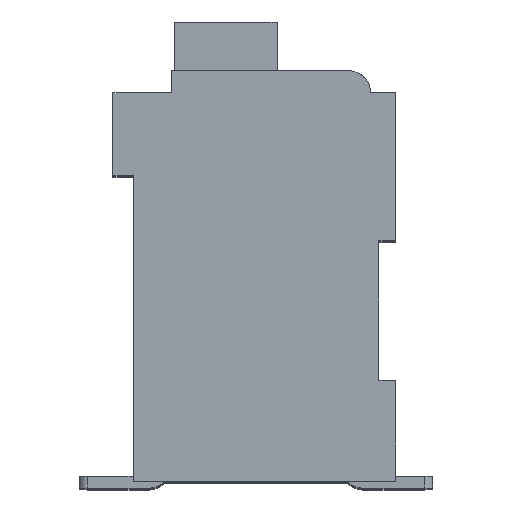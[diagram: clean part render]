
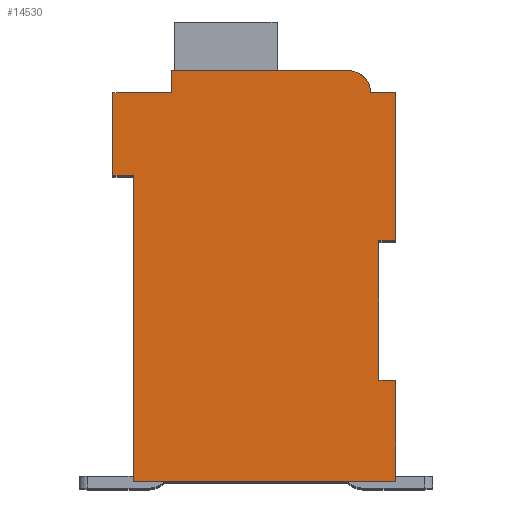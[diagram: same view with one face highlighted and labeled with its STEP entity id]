
A CAD part, top view. The second image highlights one B-rep face of the part: STEP entity #14530.
In plain terms, the highlighted planar face has unit normal (0, 0, 1).
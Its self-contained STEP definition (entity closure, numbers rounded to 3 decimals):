
#3665=DIRECTION('',(1.,0.,0.));
#3666=VECTOR('',#3665,0.5);
#3667=CARTESIAN_POINT('',(7.3,7.15,2.1));
#3668=LINE('',#3667,#3666);
#3669=DIRECTION('',(0.,1.,0.));
#3670=VECTOR('',#3669,4.15);
#3671=CARTESIAN_POINT('',(7.3,3.,2.1));
#3672=LINE('',#3671,#3670);
#3673=DIRECTION('',(-1.,0.,0.));
#3674=VECTOR('',#3673,0.5);
#3675=CARTESIAN_POINT('',(7.8,3.,2.1));
#3676=LINE('',#3675,#3674);
#3677=DIRECTION('',(0.,1.,0.));
#3678=VECTOR('',#3677,3.);
#3679=CARTESIAN_POINT('',(7.8,0.,2.1));
#3680=LINE('',#3679,#3678);
#3681=DIRECTION('',(1.,0.,0.));
#3682=VECTOR('',#3681,7.8);
#3683=CARTESIAN_POINT('',(0.,0.,2.1));
#3684=LINE('',#3683,#3682);
#3685=DIRECTION('',(0.,-1.,0.));
#3686=VECTOR('',#3685,9.1);
#3687=CARTESIAN_POINT('',(0.,9.1,2.1));
#3688=LINE('',#3687,#3686);
#3689=DIRECTION('',(1.,0.,0.));
#3690=VECTOR('',#3689,0.6);
#3691=CARTESIAN_POINT('',(-0.6,9.1,2.1));
#3692=LINE('',#3691,#3690);
#3693=DIRECTION('',(0.,-1.,0.));
#3694=VECTOR('',#3693,2.45);
#3695=CARTESIAN_POINT('',(-0.6,11.55,2.1));
#3696=LINE('',#3695,#3694);
#3697=DIRECTION('',(-1.,0.,0.));
#3698=VECTOR('',#3697,1.75);
#3699=CARTESIAN_POINT('',(1.15,11.55,2.1));
#3700=LINE('',#3699,#3698);
#3701=DIRECTION('',(0.,-1.,0.));
#3702=VECTOR('',#3701,0.65);
#3703=CARTESIAN_POINT('',(1.15,12.2,2.1));
#3704=LINE('',#3703,#3702);
#3705=DIRECTION('',(-1.,0.,0.));
#3706=VECTOR('',#3705,5.25);
#3707=CARTESIAN_POINT('',(6.4,12.2,2.1));
#3708=LINE('',#3707,#3706);
#3709=CARTESIAN_POINT('',(6.4,11.55,2.1));
#3710=DIRECTION('',(0.,0.,1.));
#3711=DIRECTION('',(1.,0.,0.));
#3712=AXIS2_PLACEMENT_3D('',#3709,#3710,#3711);
#3714=DIRECTION('',(-1.,0.,0.));
#3715=VECTOR('',#3714,0.75);
#3716=CARTESIAN_POINT('',(7.8,11.55,2.1));
#3717=LINE('',#3716,#3715);
#3718=DIRECTION('',(0.,1.,0.));
#3719=VECTOR('',#3718,4.4);
#3720=CARTESIAN_POINT('',(7.8,7.15,2.1));
#3721=LINE('',#3720,#3719);
#8118=CARTESIAN_POINT('',(7.3,7.15,2.1));
#8119=CARTESIAN_POINT('',(7.8,7.15,2.1));
#8120=VERTEX_POINT('',#8118);
#8121=VERTEX_POINT('',#8119);
#8122=CARTESIAN_POINT('',(7.8,11.55,2.1));
#8123=VERTEX_POINT('',#8122);
#8124=CARTESIAN_POINT('',(7.05,11.55,2.1));
#8125=VERTEX_POINT('',#8124);
#8126=CARTESIAN_POINT('',(6.4,12.2,2.1));
#8127=VERTEX_POINT('',#8126);
#8128=CARTESIAN_POINT('',(1.15,12.2,2.1));
#8129=VERTEX_POINT('',#8128);
#8130=CARTESIAN_POINT('',(1.15,11.55,2.1));
#8131=VERTEX_POINT('',#8130);
#8132=CARTESIAN_POINT('',(-0.6,11.55,2.1));
#8133=VERTEX_POINT('',#8132);
#8134=CARTESIAN_POINT('',(-0.6,9.1,2.1));
#8135=VERTEX_POINT('',#8134);
#8136=CARTESIAN_POINT('',(0.,9.1,2.1));
#8137=VERTEX_POINT('',#8136);
#8138=CARTESIAN_POINT('',(0.,0.,2.1));
#8139=VERTEX_POINT('',#8138);
#8140=CARTESIAN_POINT('',(7.8,0.,2.1));
#8141=VERTEX_POINT('',#8140);
#8142=CARTESIAN_POINT('',(7.8,3.,2.1));
#8143=VERTEX_POINT('',#8142);
#8144=CARTESIAN_POINT('',(7.3,3.,2.1));
#8145=VERTEX_POINT('',#8144);
#14509=CARTESIAN_POINT('',(0.,0.,2.1));
#14510=DIRECTION('',(0.,0.,1.));
#14511=DIRECTION('',(1.,0.,0.));
#14512=AXIS2_PLACEMENT_3D('',#14509,#14510,#14511);
#14513=PLANE('',#14512);
#14514=ORIENTED_EDGE('',*,*,#10663,.F.);
#14515=ORIENTED_EDGE('',*,*,#11097,.F.);
#14516=ORIENTED_EDGE('',*,*,#11421,.F.);
#14517=ORIENTED_EDGE('',*,*,#11626,.F.);
#14518=ORIENTED_EDGE('',*,*,#11871,.F.);
#14519=ORIENTED_EDGE('',*,*,#12204,.F.);
#14520=ORIENTED_EDGE('',*,*,#12731,.F.);
#14521=ORIENTED_EDGE('',*,*,#12875,.F.);
#14522=ORIENTED_EDGE('',*,*,#13090,.F.);
#14523=ORIENTED_EDGE('',*,*,#13519,.F.);
#14524=ORIENTED_EDGE('',*,*,#13849,.F.);
#14525=ORIENTED_EDGE('',*,*,#13141,.F.);
#14526=ORIENTED_EDGE('',*,*,#13390,.F.);
#14527=ORIENTED_EDGE('',*,*,#10992,.F.);
#14528=EDGE_LOOP('',(#14514,#14515,#14516,#14517,#14518,#14519,#14520,#14521,
#14522,#14523,#14524,#14525,#14526,#14527));
#14529=FACE_OUTER_BOUND('',#14528,.F.);
#3713=CIRCLE('',#3712,0.65);
#10663=EDGE_CURVE('',#8120,#8121,#3668,.T.);
#10992=EDGE_CURVE('',#8121,#8123,#3721,.T.);
#11097=EDGE_CURVE('',#8145,#8120,#3672,.T.);
#11421=EDGE_CURVE('',#8143,#8145,#3676,.T.);
#11626=EDGE_CURVE('',#8141,#8143,#3680,.T.);
#11871=EDGE_CURVE('',#8139,#8141,#3684,.T.);
#12204=EDGE_CURVE('',#8137,#8139,#3688,.T.);
#12731=EDGE_CURVE('',#8135,#8137,#3692,.T.);
#12875=EDGE_CURVE('',#8133,#8135,#3696,.T.);
#13090=EDGE_CURVE('',#8131,#8133,#3700,.T.);
#13141=EDGE_CURVE('',#8125,#8127,#3713,.T.);
#13390=EDGE_CURVE('',#8123,#8125,#3717,.T.);
#13519=EDGE_CURVE('',#8129,#8131,#3704,.T.);
#13849=EDGE_CURVE('',#8127,#8129,#3708,.T.);
#14530=ADVANCED_FACE('',(#14529),#14513,.T.);
